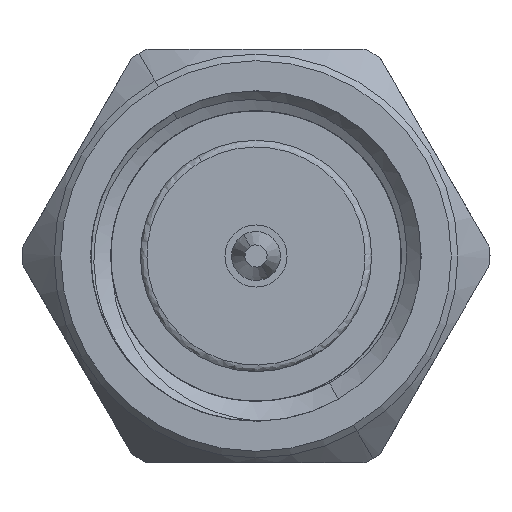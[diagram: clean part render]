
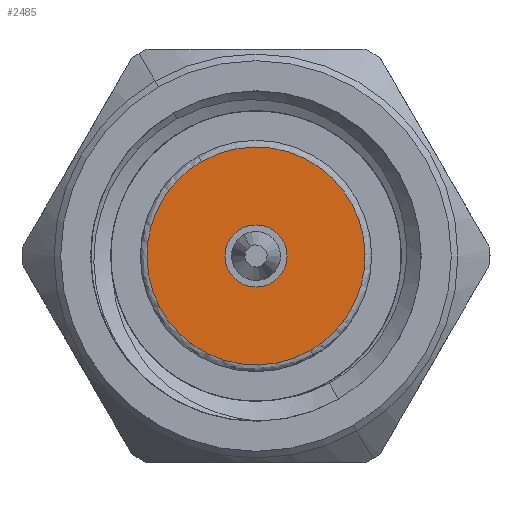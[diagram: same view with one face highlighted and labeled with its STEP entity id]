
A CAD part, left-side view. The second image highlights one B-rep face of the part: STEP entity #2485.
In plain terms, the highlighted planar face has unit normal (-1, 0, 0).
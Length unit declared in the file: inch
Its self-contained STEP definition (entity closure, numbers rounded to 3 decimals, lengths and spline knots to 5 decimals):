
#26 = AXIS2_PLACEMENT_3D ( 'NONE', #3447, #1596, #1529 ) ;
#113 = DIRECTION ( 'NONE',  ( -1., 0., 0. ) ) ;
#155 = ORIENTED_EDGE ( 'NONE', *, *, #3082, .F. ) ;
#343 = ORIENTED_EDGE ( 'NONE', *, *, #2940, .F. ) ;
#448 = CARTESIAN_POINT ( 'NONE',  ( 0.11, -0.04125, 0.07145 ) ) ;
#483 = CARTESIAN_POINT ( 'NONE',  ( 0.11, 0., 0. ) ) ;
#1186 = CIRCLE ( 'NONE', #1443, 0.0235 ) ;
#1281 = FACE_OUTER_BOUND ( 'NONE', #2764, .T. ) ;
#1340 = DIRECTION ( 'NONE',  ( 0., 0.5, -0.866 ) ) ;
#1380 = ORIENTED_EDGE ( 'NONE', *, *, #3481, .F. ) ;
#1443 = AXIS2_PLACEMENT_3D ( 'NONE', #483, #2352, #1740 ) ;
#1529 = DIRECTION ( 'NONE',  ( 0., 1., 0. ) ) ;
#1596 = DIRECTION ( 'NONE',  ( 1., 0., 0. ) ) ;
#1617 = ORIENTED_EDGE ( 'NONE', *, *, #2705, .F. ) ;
#1639 = CARTESIAN_POINT ( 'NONE',  ( 0.11, -0.01175, 0.02035 ) ) ;
#1655 = CARTESIAN_POINT ( 'NONE',  ( 0.11, 0., 0. ) ) ;
#1680 = VERTEX_POINT ( 'NONE', #2755 ) ;
#1688 = CARTESIAN_POINT ( 'NONE',  ( 0.11, 0.18414, 0.01105 ) ) ;
#1740 = DIRECTION ( 'NONE',  ( 0., 0.5, -0.866 ) ) ;
#1835 = VERTEX_POINT ( 'NONE', #1639 ) ;
#1850 =( BOUNDED_CURVE ( )  B_SPLINE_CURVE ( 3, ( #2545, #1688, #2583, #3240 ),
 .UNSPECIFIED., .F., .F. ) 
 B_SPLINE_CURVE_WITH_KNOTS ( ( 4, 4 ),
 ( 0., 1. ),
 .UNSPECIFIED. ) 
 CURVE ( )  GEOMETRIC_REPRESENTATION_ITEM ( )  RATIONAL_B_SPLINE_CURVE ( ( 1., 0.333, 0.333, 1. ) ) 
 REPRESENTATION_ITEM ( '' )  );
#1907 = CARTESIAN_POINT ( 'NONE',  ( 0.11, 0.01175, -0.02035 ) ) ;
#2278 = CIRCLE ( 'NONE', #3063, 0.0235 ) ;
#2352 = DIRECTION ( 'NONE',  ( -1., 0., 0. ) ) ;
#2355 = CARTESIAN_POINT ( 'NONE',  ( 0.11, -0.04125, 0.07145 ) ) ;
#2485 = ADVANCED_FACE ( 'NONE', ( #3364, #1281 ), #2752, .F. ) ;
#2545 = CARTESIAN_POINT ( 'NONE',  ( 0.11, 0.04125, -0.07145 ) ) ;
#2583 = CARTESIAN_POINT ( 'NONE',  ( 0.11, 0.10164, 0.15395 ) ) ;
#2705 = EDGE_CURVE ( 'NONE', #1680, #2827, #1850, .T. ) ;
#2752 = PLANE ( 'NONE',  #26 ) ;
#2755 = CARTESIAN_POINT ( 'NONE',  ( 0.11, 0.04125, -0.07145 ) ) ;
#2764 = EDGE_LOOP ( 'NONE', ( #1617, #343 ) ) ;
#2827 = VERTEX_POINT ( 'NONE', #2355 ) ;
#2856 = CARTESIAN_POINT ( 'NONE',  ( 0.11, -0.10164, -0.15395 ) ) ;
#2934 = VERTEX_POINT ( 'NONE', #1907 ) ;
#2940 = EDGE_CURVE ( 'NONE', #2827, #1680, #3646, .T. ) ;
#3063 = AXIS2_PLACEMENT_3D ( 'NONE', #1655, #113, #1340 ) ;
#3082 = EDGE_CURVE ( 'NONE', #1835, #2934, #1186, .T. ) ;
#3240 = CARTESIAN_POINT ( 'NONE',  ( 0.11, -0.04125, 0.07145 ) ) ;
#3364 = FACE_BOUND ( 'NONE', #3854, .T. ) ;
#3447 = CARTESIAN_POINT ( 'NONE',  ( 0.11, 0., 0. ) ) ;
#3465 = CARTESIAN_POINT ( 'NONE',  ( 0.11, 0.04125, -0.07145 ) ) ;
#3481 = EDGE_CURVE ( 'NONE', #2934, #1835, #2278, .T. ) ;
#3499 = CARTESIAN_POINT ( 'NONE',  ( 0.11, -0.18414, -0.01105 ) ) ;
#3646 =( BOUNDED_CURVE ( )  B_SPLINE_CURVE ( 3, ( #448, #3499, #2856, #3465 ),
 .UNSPECIFIED., .F., .F. ) 
 B_SPLINE_CURVE_WITH_KNOTS ( ( 4, 4 ),
 ( 0., 1. ),
 .UNSPECIFIED. ) 
 CURVE ( )  GEOMETRIC_REPRESENTATION_ITEM ( )  RATIONAL_B_SPLINE_CURVE ( ( 1., 0.333, 0.333, 1. ) ) 
 REPRESENTATION_ITEM ( '' )  );
#3854 = EDGE_LOOP ( 'NONE', ( #1380, #155 ) ) ;
